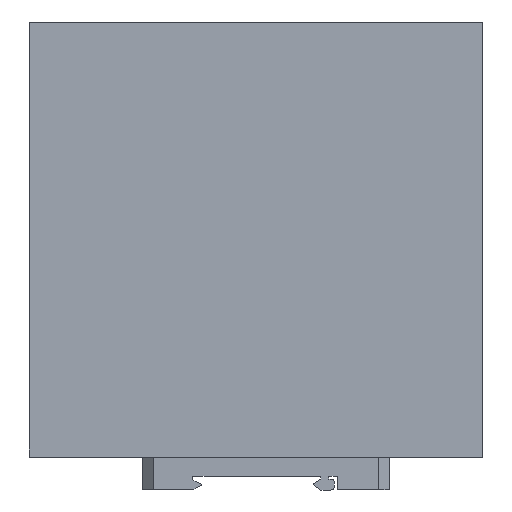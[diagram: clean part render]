
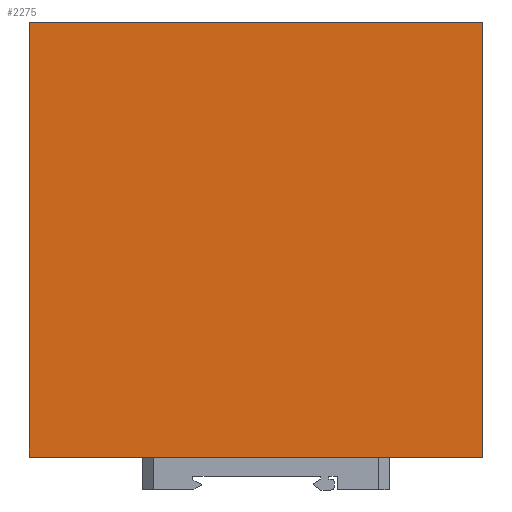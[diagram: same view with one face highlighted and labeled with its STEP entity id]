
A CAD part, left-side view. The second image highlights one B-rep face of the part: STEP entity #2275.
In plain terms, the highlighted planar face has unit normal (-1, 0, 0).
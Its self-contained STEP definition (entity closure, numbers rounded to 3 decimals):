
#2255=AXIS2_PLACEMENT_3D('Plane Axis2P3D',#2252,#2253,#2254) ;
#286=CARTESIAN_POINT('Vertex',(0.,125.,128.9)) ;
#289=CARTESIAN_POINT('Line Origine',(0.,62.5,128.9)) ;
#293=CARTESIAN_POINT('Vertex',(0.,0.,128.9)) ;
#478=CARTESIAN_POINT('Vertex',(0.,125.,9.)) ;
#481=CARTESIAN_POINT('Line Origine',(0.,125.,68.95)) ;
#2252=CARTESIAN_POINT('Axis2P3D Location',(0.,125.,129.)) ;
#2257=CARTESIAN_POINT('Line Origine',(0.,62.5,9.)) ;
#2261=CARTESIAN_POINT('Vertex',(0.,0.,9.)) ;
#2264=CARTESIAN_POINT('Line Origine',(0.,0.,68.95)) ;
#290=DIRECTION('Vector Direction',(0.,-1.,0.)) ;
#482=DIRECTION('Vector Direction',(0.,0.,-1.)) ;
#2253=DIRECTION('Axis2P3D Direction',(1.,-0.,0.)) ;
#2254=DIRECTION('Axis2P3D XDirection',(0.,0.,-1.)) ;
#2258=DIRECTION('Vector Direction',(0.,-1.,0.)) ;
#2265=DIRECTION('Vector Direction',(0.,0.,-1.)) ;
#291=VECTOR('Line Direction',#290,1.) ;
#483=VECTOR('Line Direction',#482,1.) ;
#2259=VECTOR('Line Direction',#2258,1.) ;
#2266=VECTOR('Line Direction',#2265,1.) ;
#2270=ORIENTED_EDGE('',*,*,#295,.F.) ;
#2271=ORIENTED_EDGE('',*,*,#485,.T.) ;
#2272=ORIENTED_EDGE('',*,*,#2263,.T.) ;
#2273=ORIENTED_EDGE('',*,*,#2268,.F.) ;
#2275=ADVANCED_FACE('GEHAUESE',(#2274),#2256,.F.) ;
#295=EDGE_CURVE('',#287,#294,#292,.T.) ;
#485=EDGE_CURVE('',#287,#479,#484,.T.) ;
#2263=EDGE_CURVE('',#479,#2262,#2260,.T.) ;
#2268=EDGE_CURVE('',#294,#2262,#2267,.T.) ;
#2269=EDGE_LOOP('',(#2270,#2271,#2272,#2273)) ;
#2274=FACE_OUTER_BOUND('',#2269,.T.) ;
#292=LINE('Line',#289,#291) ;
#484=LINE('Line',#481,#483) ;
#2260=LINE('Line',#2257,#2259) ;
#2267=LINE('Line',#2264,#2266) ;
#2256=PLANE('',#2255) ;
#287=VERTEX_POINT('',#286) ;
#294=VERTEX_POINT('',#293) ;
#479=VERTEX_POINT('',#478) ;
#2262=VERTEX_POINT('',#2261) ;
